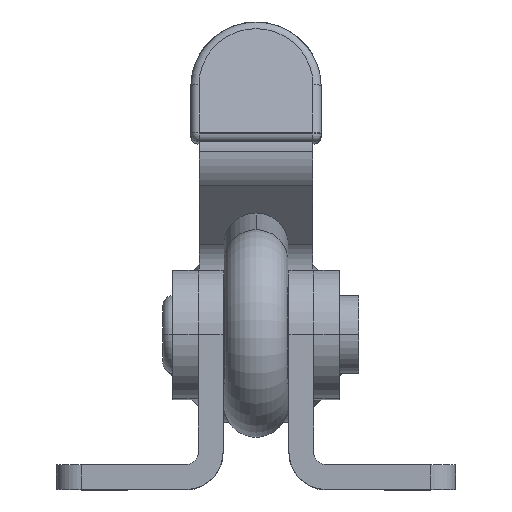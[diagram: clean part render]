
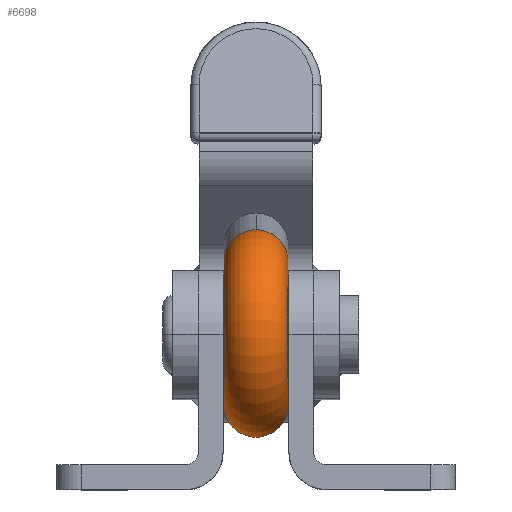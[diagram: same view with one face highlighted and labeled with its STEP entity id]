
A CAD part, top view. The second image highlights one B-rep face of the part: STEP entity #6698.
In plain terms, the highlighted toroidal (fillet/blend) face has major radius 8.826 mm and minor radius 3.928 mm.
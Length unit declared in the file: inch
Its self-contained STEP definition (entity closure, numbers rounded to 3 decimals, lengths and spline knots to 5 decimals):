
#476 = DIRECTION ( 'NONE',  ( 0., -0.999, -0.045 ) ) ;
#546 = CARTESIAN_POINT ( 'NONE',  ( 0., 0.40287, 2.86429 ) ) ;
#799 = VERTEX_POINT ( 'NONE', #1279 ) ;
#870 = CIRCLE ( 'NONE', #5392, 0.15464 ) ;
#1157 = CARTESIAN_POINT ( 'NONE',  ( 0.02575, 0.9448, 2.88882 ) ) ;
#1279 = CARTESIAN_POINT ( 'NONE',  ( 0.02575, 0.5552, 2.87118 ) ) ;
#1497 = AXIS2_PLACEMENT_3D ( 'NONE', #8371, #1579, #476 ) ;
#1512 = VERTEX_POINT ( 'NONE', #1771 ) ;
#1549 = EDGE_CURVE ( 'NONE', #2031, #8610, #3516, .T. ) ;
#1579 = DIRECTION ( 'NONE',  ( 0., -0.045, 0.999 ) ) ;
#1616 = EDGE_CURVE ( 'NONE', #8641, #13227, #13834, .T. ) ;
#1711 = DIRECTION ( 'NONE',  ( 0., -0.045, 0.999 ) ) ;
#1771 = CARTESIAN_POINT ( 'NONE',  ( -0.02575, 0.9448, 2.88882 ) ) ;
#2031 = VERTEX_POINT ( 'NONE', #12813 ) ;
#2426 = CIRCLE ( 'NONE', #7956, 0.195 ) ;
#2467 = DIRECTION ( 'NONE',  ( 0., 0.999, 0.045 ) ) ;
#2585 = CARTESIAN_POINT ( 'NONE',  ( 0., 0.24839, 2.8573 ) ) ;
#2645 = EDGE_CURVE ( 'NONE', #1512, #8641, #2426, .T. ) ;
#2876 = DIRECTION ( 'NONE',  ( 0., 0.045, -0.999 ) ) ;
#3353 = DIRECTION ( 'NONE',  ( 0., 0., -1. ) ) ;
#3485 = AXIS2_PLACEMENT_3D ( 'NONE', #546, #1711, #9811 ) ;
#3516 = CIRCLE ( 'NONE', #5229, 0.15464 ) ;
#3736 = AXIS2_PLACEMENT_3D ( 'NONE', #4618, #10192, #3353 ) ;
#4020 = ORIENTED_EDGE ( 'NONE', *, *, #1549, .F. ) ;
#4265 = ORIENTED_EDGE ( 'NONE', *, *, #2645, .T. ) ;
#4366 = ORIENTED_EDGE ( 'NONE', *, *, #5209, .T. ) ;
#4446 = DIRECTION ( 'NONE',  ( 0., 0., 1. ) ) ;
#4618 = CARTESIAN_POINT ( 'NONE',  ( 0., 0.75, 2.88 ) ) ;
#4894 = CARTESIAN_POINT ( 'NONE',  ( 0., 1.09713, 2.89571 ) ) ;
#5209 = EDGE_CURVE ( 'NONE', #13227, #799, #14332, .T. ) ;
#5229 = AXIS2_PLACEMENT_3D ( 'NONE', #9832, #2876, #10980 ) ;
#5392 = AXIS2_PLACEMENT_3D ( 'NONE', #4894, #7006, #2467 ) ;
#5455 = EDGE_CURVE ( 'NONE', #799, #8610, #5456, .T. ) ;
#5456 = CIRCLE ( 'NONE', #13604, 0.195 ) ;
#6698 = ADVANCED_FACE ( 'NONE', ( #10878 ), #7422, .T. ) ;
#7006 = DIRECTION ( 'NONE',  ( 0., 0.045, -0.999 ) ) ;
#7103 = ORIENTED_EDGE ( 'NONE', *, *, #1616, .T. ) ;
#7422 = TOROIDAL_SURFACE ( 'NONE', #3736, 0.34748, 0.15464 ) ;
#7956 = AXIS2_PLACEMENT_3D ( 'NONE', #11180, #13396, #13348 ) ;
#8183 = EDGE_LOOP ( 'NONE', ( #7103, #4366, #13047, #4020, #8542, #4265 ) ) ;
#8371 = CARTESIAN_POINT ( 'NONE',  ( 0., 0.40287, 2.86429 ) ) ;
#8542 = ORIENTED_EDGE ( 'NONE', *, *, #13877, .F. ) ;
#8610 = VERTEX_POINT ( 'NONE', #1157 ) ;
#8641 = VERTEX_POINT ( 'NONE', #11761 ) ;
#9811 = DIRECTION ( 'NONE',  ( 0., -0.999, -0.045 ) ) ;
#9832 = CARTESIAN_POINT ( 'NONE',  ( 0., 1.09713, 2.89571 ) ) ;
#10192 = DIRECTION ( 'NONE',  ( 1., 0., 0. ) ) ;
#10878 = FACE_OUTER_BOUND ( 'NONE', #8183, .T. ) ;
#10980 = DIRECTION ( 'NONE',  ( 0., 0.999, 0.045 ) ) ;
#11180 = CARTESIAN_POINT ( 'NONE',  ( -0.02575, 0.75, 2.88 ) ) ;
#11374 = CARTESIAN_POINT ( 'NONE',  ( 0.02575, 0.75, 2.88 ) ) ;
#11761 = CARTESIAN_POINT ( 'NONE',  ( -0.02575, 0.5552, 2.87118 ) ) ;
#12813 = CARTESIAN_POINT ( 'NONE',  ( 0., 1.25161, 2.9027 ) ) ;
#13047 = ORIENTED_EDGE ( 'NONE', *, *, #5455, .T. ) ;
#13227 = VERTEX_POINT ( 'NONE', #2585 ) ;
#13348 = DIRECTION ( 'NONE',  ( 0., 0., -1. ) ) ;
#13396 = DIRECTION ( 'NONE',  ( 1., 0., 0. ) ) ;
#13604 = AXIS2_PLACEMENT_3D ( 'NONE', #11374, #14711, #4446 ) ;
#13834 = CIRCLE ( 'NONE', #3485, 0.15464 ) ;
#13877 = EDGE_CURVE ( 'NONE', #1512, #2031, #870, .T. ) ;
#14332 = CIRCLE ( 'NONE', #1497, 0.15464 ) ;
#14711 = DIRECTION ( 'NONE',  ( -1., 0., 0. ) ) ;
